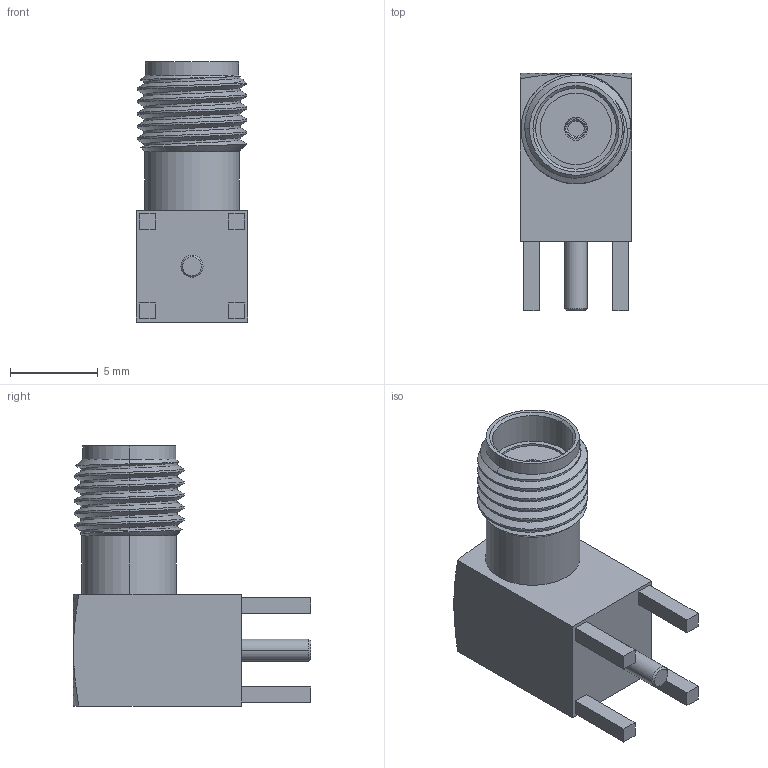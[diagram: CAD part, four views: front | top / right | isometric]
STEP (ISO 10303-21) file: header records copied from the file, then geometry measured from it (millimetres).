
FILE_DESCRIPTION (( 'STEP AP214' ), '1' );
FILE_NAME ('731000115.STEP', '2020-05-18T00:50:47', ( '' ), ( '' ), 'SwSTEP 2.0', 'SolidWorks 2019', '' );
FILE_SCHEMA (( 'AUTOMOTIVE_DESIGN' ));
Length unit declared in the file: millimetre
Products named in the file (1): 731000115
Bounding box: 6.35 x 13.5 x 14.8 mm (x, y, z)
Volume: 574.8 mm3; surface area: 639.8 mm2
Topology: 1 solids, 1 shells, 97 faces, 243 edges, 156 vertices
Faces by surface type: cylinder 41, plane 37, cone 17, bspline 2
Entity records: 5151 total; most frequent: CARTESIAN_POINT 2723, ORIENTED_EDGE 478, DIRECTION 410, EDGE_CURVE 239, VERTEX_POINT 154, AXIS2_PLACEMENT_3D 146, LINE 118, VECTOR 118
